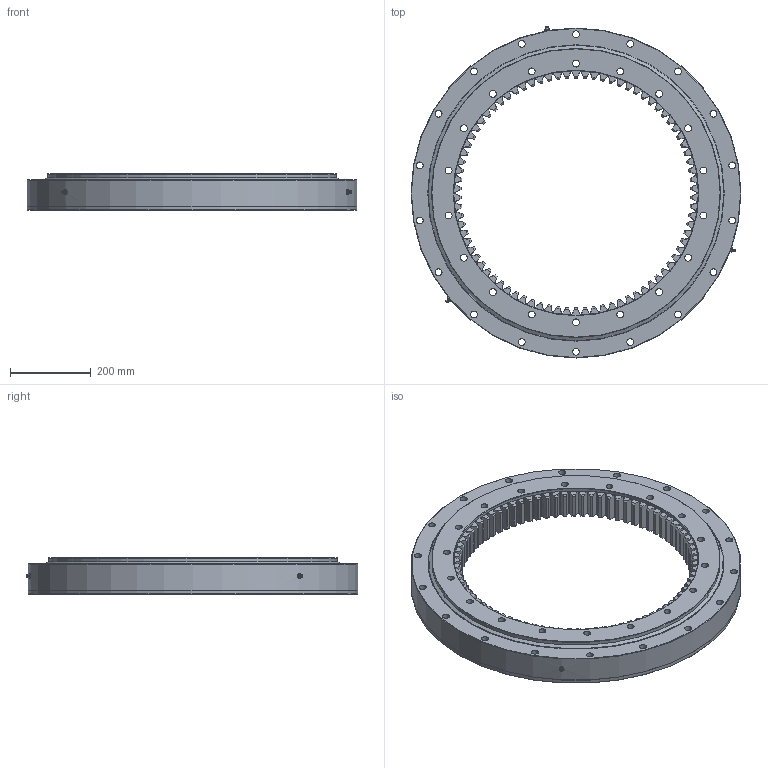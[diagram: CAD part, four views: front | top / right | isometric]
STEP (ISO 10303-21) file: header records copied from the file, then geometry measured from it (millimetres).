
FILE_DESCRIPTION (( 'STEP AP214' ), '1' );
FILE_NAME ('I.816.32.10.D.1.STEP', '2020-05-13T10:11:56', ( '' ), ( '' ), 'SwSTEP 2.0', 'SolidWorks 2016', '' );
FILE_SCHEMA (( 'AUTOMOTIVE_DESIGN' ));
Length unit declared in the file: millimetre
Products named in the file (7): B.816.B32B.B1N.1 - OR; B.816.B32B.B1N.1 - IR Seal; B.816.B32B.B1N.1 - IR; Grease nipple M10x1mm; B.816.B32B.B1N.1 - OR Seal; I.816.32.10.D.1; Ball D32
Assembly tree (67 placements, depth 2):
  I.816.32.10.D.1
    B.816.B32B.B1N.1 - IR
    B.816.B32B.B1N.1 - OR
    Ball D32  x60
    B.816.B32B.B1N.1 - IR Seal
    B.816.B32B.B1N.1 - OR Seal
    Grease nipple M10x1mm  x3
Bounding box: 816 x 821.07 x 90 mm (x, y, z)
Volume: 17424276.5 mm3; surface area: 1899227 mm2
Topology: 67 solids, 67 shells, 1224 faces, 3536 edges, 2337 vertices
Faces by surface type: bspline 410, plane 374, cone 221, cylinder 143, sphere 60, torus 16
Full cylindrical faces by diameter (mm): 3 x3, 5 x3, 9 x3, 10 x3, 17 x36, 605 x1, 701 x2, 712 x1, 715 x4, 718 x1, 729 x2, 815 x1, 816 x1
Entity records: 43314 total; most frequent: CARTESIAN_POINT 16856, ORIENTED_EDGE 6300, DIRECTION 3822, EDGE_CURVE 3150, VERTEX_POINT 2142, B_SPLINE_CURVE_WITH_KNOTS 1351, VECTOR 1318, LINE 1318
